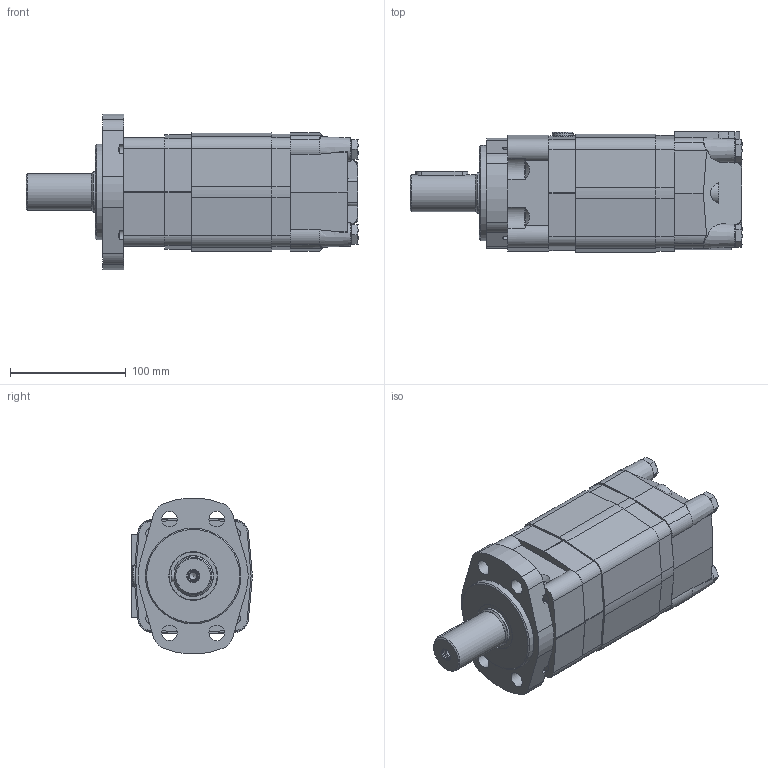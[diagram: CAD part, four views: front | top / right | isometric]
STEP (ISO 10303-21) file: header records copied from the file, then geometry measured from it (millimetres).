
FILE_DESCRIPTION(/* description */ ('STEP AP214'),/* implementation_level */ '2;1');
FILE_NAME(/* name */ 'MSYF400CUP_4.stp',/* time_stamp */ '2023-02-06T13:46:22+01:00',/* author */ ('msn'),/* organization */ ('CADENAS'),/* preprocessor_version */ 'ST-DEVELOPER v19.2',/* originating_system */ 'Autodesk Inventor 2023',/* authorisation */ ' ');
FILE_SCHEMA (('AUTOMOTIVE_DESIGN { 1 0 10303 214 3 1 1 }'));
Length unit declared in the file: millimetre
Products named in the file (8): MSF400CUP/4; MSC; Hexagon bolt DIN 931-1 M10x1950; MS-P; MS-VP; MS400-D; MS-SP; MSF-MF
Assembly tree (10 placements, depth 2):
  MSF400CUP/4
    MSC
    Hexagon bolt DIN 931-1 M10x1950  x4
    MS-P
    MS-VP
    MS400-D
    MS-SP
    MSF-MF
Bounding box: 286.8 x 103.98 x 134.58 mm (x, y, z)
Volume: 2051914.1 mm3; surface area: 245855.3 mm2
Topology: 10 solids, 10 shells, 386 faces, 981 edges, 639 vertices
Faces by surface type: plane 164, cylinder 137, cone 70, torus 15
Full cylindrical faces by diameter (mm): 2.2 x4, 6.647 x1, 8.376 x6, 10 x5, 10.1 x6, 10.2 x4, 10.5 x8, 10.8 x4, 13.5 x4, 16 x4, 16.9 x1, 18 x1, 18.631 x2, 21 x1, 22 x4, 32 x1, 35 x1, 35.2 x1, 42 x1, 82.5 x1
Entity records: 10877 total; most frequent: CARTESIAN_POINT 2225, DIRECTION 1821, ORIENTED_EDGE 1692, EDGE_CURVE 846, AXIS2_PLACEMENT_3D 705, VERTEX_POINT 561, LINE 411, VECTOR 411
